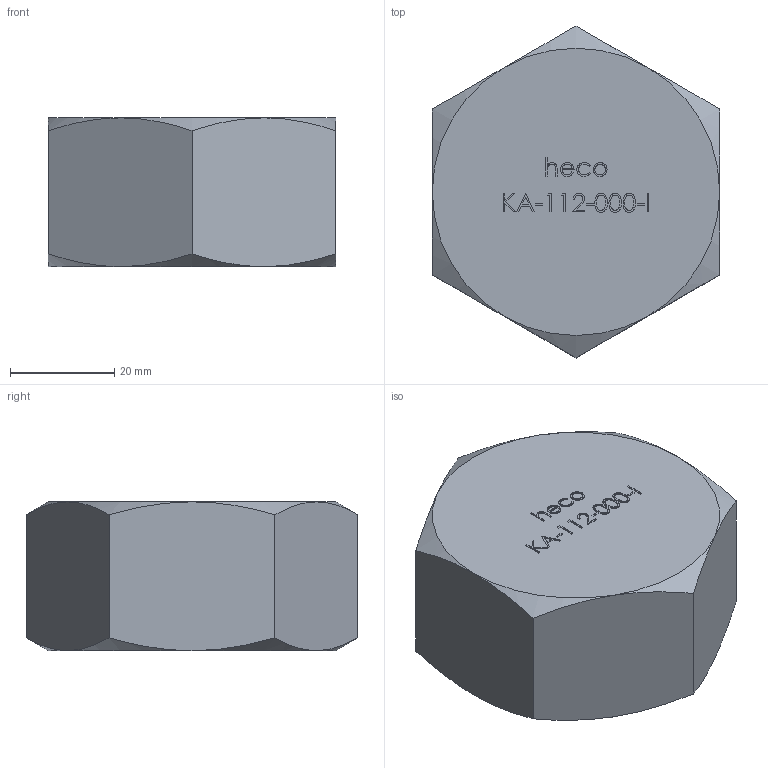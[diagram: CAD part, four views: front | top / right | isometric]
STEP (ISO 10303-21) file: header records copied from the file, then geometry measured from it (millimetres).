
FILE_DESCRIPTION (( 'STEP AP214' ), '1' );
FILE_NAME ('heco KA-112-000-I.STEP', '2016-01-12T09:46:40', ( 'test' ), ( '' ), 'SwSTEP 2.0', 'SolidWorks 2011', '' );
FILE_SCHEMA (( 'AUTOMOTIVE_DESIGN' ));
Length unit declared in the file: millimetre
Products named in the file (1): heco KA-112-000-I
Bounding box: 55 x 63.51 x 28.6 mm (x, y, z)
Volume: 35486.3 mm3; surface area: 13757.4 mm2
Topology: 1 solids, 1 shells, 183 faces, 460 edges, 302 vertices
Faces by surface type: plane 100, bspline 68, cone 13, torus 1, cylinder 1
Full cylindrical faces by diameter (mm): 44.845 x1
Entity records: 11614 total; most frequent: CARTESIAN_POINT 5715, ORIENTED_EDGE 914, DIRECTION 545, EDGE_CURVE 457, VERTEX_POINT 302, LINE 281, VECTOR 281, EDGE_LOOP 209
